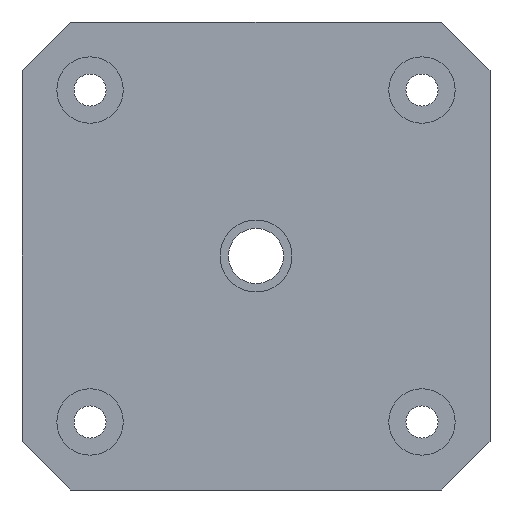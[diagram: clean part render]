
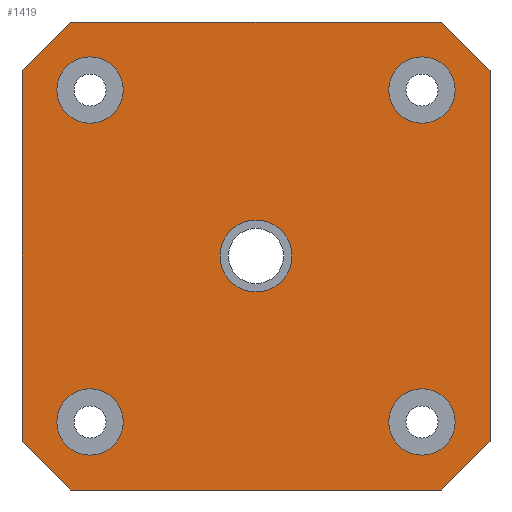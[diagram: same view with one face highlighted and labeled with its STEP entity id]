
A CAD part, front view. The second image highlights one B-rep face of the part: STEP entity #1419.
In plain terms, the highlighted planar face has unit normal (0, -1, 0).
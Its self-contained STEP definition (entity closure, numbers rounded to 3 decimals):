
#188=DIRECTION('',(-1.,0.,0.));
#189=VECTOR('',#188,33.502);
#190=CARTESIAN_POINT('',(16.751,0.,-21.15));
#191=LINE('',#190,#189);
#304=DIRECTION('',(1.,0.,0.));
#305=VECTOR('',#304,33.502);
#306=CARTESIAN_POINT('',(-16.751,0.,21.15));
#307=LINE('',#306,#305);
#418=DIRECTION('',(0.,0.,-1.));
#419=VECTOR('',#418,33.502);
#420=CARTESIAN_POINT('',(21.15,0.,16.751));
#421=LINE('',#420,#419);
#439=DIRECTION('',(-0.707,0.,-0.707));
#440=VECTOR('',#439,6.221);
#441=CARTESIAN_POINT('',(-16.751,0.,21.15));
#442=LINE('',#441,#440);
#446=DIRECTION('',(-0.707,0.,0.707));
#447=VECTOR('',#446,6.221);
#448=CARTESIAN_POINT('',(21.15,0.,16.751));
#449=LINE('',#448,#447);
#453=DIRECTION('',(0.707,0.,0.707));
#454=VECTOR('',#453,6.221);
#455=CARTESIAN_POINT('',(16.751,0.,-21.15));
#456=LINE('',#455,#454);
#460=DIRECTION('',(0.707,0.,-0.707));
#461=VECTOR('',#460,6.221);
#462=CARTESIAN_POINT('',(-21.15,0.,-16.751));
#463=LINE('',#462,#461);
#467=CARTESIAN_POINT('',(-15.,0.,15.));
#468=DIRECTION('',(0.,1.,0.));
#469=DIRECTION('',(0.,0.,-1.));
#470=AXIS2_PLACEMENT_3D('',#467,#468,#469);
#475=CARTESIAN_POINT('',(-15.,0.,15.));
#476=DIRECTION('',(0.,1.,0.));
#477=DIRECTION('',(0.,0.,1.));
#478=AXIS2_PLACEMENT_3D('',#475,#476,#477);
#483=CARTESIAN_POINT('',(15.,0.,15.));
#484=DIRECTION('',(0.,1.,0.));
#485=DIRECTION('',(0.,0.,-1.));
#486=AXIS2_PLACEMENT_3D('',#483,#484,#485);
#491=CARTESIAN_POINT('',(15.,0.,15.));
#492=DIRECTION('',(0.,1.,0.));
#493=DIRECTION('',(0.,0.,1.));
#494=AXIS2_PLACEMENT_3D('',#491,#492,#493);
#499=CARTESIAN_POINT('',(15.,0.,-15.));
#500=DIRECTION('',(0.,1.,0.));
#501=DIRECTION('',(0.,0.,-1.));
#502=AXIS2_PLACEMENT_3D('',#499,#500,#501);
#507=CARTESIAN_POINT('',(15.,0.,-15.));
#508=DIRECTION('',(0.,1.,0.));
#509=DIRECTION('',(0.,0.,1.));
#510=AXIS2_PLACEMENT_3D('',#507,#508,#509);
#515=CARTESIAN_POINT('',(-15.,0.,-15.));
#516=DIRECTION('',(0.,1.,0.));
#517=DIRECTION('',(0.,0.,-1.));
#518=AXIS2_PLACEMENT_3D('',#515,#516,#517);
#523=CARTESIAN_POINT('',(-15.,0.,-15.));
#524=DIRECTION('',(0.,1.,0.));
#525=DIRECTION('',(0.,0.,1.));
#526=AXIS2_PLACEMENT_3D('',#523,#524,#525);
#531=CARTESIAN_POINT('',(0.,0.,0.));
#532=DIRECTION('',(0.,1.,0.));
#533=DIRECTION('',(0.,0.,-1.));
#534=AXIS2_PLACEMENT_3D('',#531,#532,#533);
#539=CARTESIAN_POINT('',(0.,0.,0.));
#540=DIRECTION('',(0.,1.,0.));
#541=DIRECTION('',(0.,0.,1.));
#542=AXIS2_PLACEMENT_3D('',#539,#540,#541);
#575=DIRECTION('',(0.,0.,1.));
#576=VECTOR('',#575,33.502);
#577=CARTESIAN_POINT('',(-21.15,0.,-16.751));
#578=LINE('',#577,#576);
#1014=CARTESIAN_POINT('',(16.751,0.,-21.15));
#1015=VERTEX_POINT('',#1014);
#1028=CARTESIAN_POINT('',(21.15,0.,-16.751));
#1029=VERTEX_POINT('',#1028);
#1030=CARTESIAN_POINT('',(-16.751,0.,-21.15));
#1031=VERTEX_POINT('',#1030);
#1040=CARTESIAN_POINT('',(21.15,0.,16.751));
#1041=VERTEX_POINT('',#1040);
#1052=CARTESIAN_POINT('',(16.751,0.,21.15));
#1053=VERTEX_POINT('',#1052);
#1054=CARTESIAN_POINT('',(-21.15,0.,-16.751));
#1055=VERTEX_POINT('',#1054);
#1058=CARTESIAN_POINT('',(-16.751,0.,21.15));
#1059=CARTESIAN_POINT('',(-21.15,0.,16.751));
#1060=VERTEX_POINT('',#1058);
#1061=VERTEX_POINT('',#1059);
#1093=CARTESIAN_POINT('',(15.,0.,-12.));
#1095=VERTEX_POINT('',#1093);
#1097=CARTESIAN_POINT('',(15.,0.,-18.));
#1099=VERTEX_POINT('',#1097);
#1101=CARTESIAN_POINT('',(0.,0.,3.25));
#1103=VERTEX_POINT('',#1101);
#1105=CARTESIAN_POINT('',(0.,0.,-3.25));
#1107=VERTEX_POINT('',#1105);
#1109=CARTESIAN_POINT('',(15.,0.,18.));
#1111=VERTEX_POINT('',#1109);
#1113=CARTESIAN_POINT('',(15.,0.,12.));
#1115=VERTEX_POINT('',#1113);
#1141=CARTESIAN_POINT('',(-15.,0.,-12.));
#1143=VERTEX_POINT('',#1141);
#1145=CARTESIAN_POINT('',(-15.,0.,-18.));
#1147=VERTEX_POINT('',#1145);
#1149=CARTESIAN_POINT('',(-15.,0.,18.));
#1151=VERTEX_POINT('',#1149);
#1153=CARTESIAN_POINT('',(-15.,0.,12.));
#1155=VERTEX_POINT('',#1153);
#1370=CARTESIAN_POINT('',(0.,0.,0.));
#1371=DIRECTION('',(0.,-1.,0.));
#1372=DIRECTION('',(0.,0.,-1.));
#1373=AXIS2_PLACEMENT_3D('',#1370,#1371,#1372);
#1374=PLANE('',#1373);
#1376=ORIENTED_EDGE('',*,*,#1375,.T.);
#1378=ORIENTED_EDGE('',*,*,#1377,.F.);
#1379=ORIENTED_EDGE('',*,*,#1287,.T.);
#1381=ORIENTED_EDGE('',*,*,#1380,.F.);
#1382=ORIENTED_EDGE('',*,*,#1345,.T.);
#1383=ORIENTED_EDGE('',*,*,#1362,.F.);
#1384=ORIENTED_EDGE('',*,*,#1193,.T.);
#1386=ORIENTED_EDGE('',*,*,#1385,.F.);
#1387=EDGE_LOOP('',(#1376,#1378,#1379,#1381,#1382,#1383,#1384,#1386));
#1388=FACE_OUTER_BOUND('',#1387,.F.);
#1390=ORIENTED_EDGE('',*,*,#1389,.F.);
#1392=ORIENTED_EDGE('',*,*,#1391,.F.);
#1393=EDGE_LOOP('',(#1390,#1392));
#1394=FACE_BOUND('',#1393,.F.);
#1396=ORIENTED_EDGE('',*,*,#1395,.F.);
#1398=ORIENTED_EDGE('',*,*,#1397,.F.);
#1399=EDGE_LOOP('',(#1396,#1398));
#1400=FACE_BOUND('',#1399,.F.);
#1402=ORIENTED_EDGE('',*,*,#1401,.F.);
#1404=ORIENTED_EDGE('',*,*,#1403,.F.);
#1405=EDGE_LOOP('',(#1402,#1404));
#1406=FACE_BOUND('',#1405,.F.);
#1408=ORIENTED_EDGE('',*,*,#1407,.F.);
#1410=ORIENTED_EDGE('',*,*,#1409,.F.);
#1411=EDGE_LOOP('',(#1408,#1410));
#1412=FACE_BOUND('',#1411,.F.);
#1414=ORIENTED_EDGE('',*,*,#1413,.F.);
#1416=ORIENTED_EDGE('',*,*,#1415,.F.);
#1417=EDGE_LOOP('',(#1414,#1416));
#1418=FACE_BOUND('',#1417,.F.);
#471=CIRCLE('',#470,3.);
#479=CIRCLE('',#478,3.);
#487=CIRCLE('',#486,3.);
#495=CIRCLE('',#494,3.);
#503=CIRCLE('',#502,3.);
#511=CIRCLE('',#510,3.);
#519=CIRCLE('',#518,3.);
#527=CIRCLE('',#526,3.);
#535=CIRCLE('',#534,3.25);
#543=CIRCLE('',#542,3.25);
#1193=EDGE_CURVE('',#1015,#1031,#191,.T.);
#1287=EDGE_CURVE('',#1060,#1053,#307,.T.);
#1345=EDGE_CURVE('',#1041,#1029,#421,.T.);
#1362=EDGE_CURVE('',#1015,#1029,#456,.T.);
#1375=EDGE_CURVE('',#1055,#1061,#578,.T.);
#1377=EDGE_CURVE('',#1060,#1061,#442,.T.);
#1380=EDGE_CURVE('',#1041,#1053,#449,.T.);
#1385=EDGE_CURVE('',#1055,#1031,#463,.T.);
#1389=EDGE_CURVE('',#1155,#1151,#471,.T.);
#1391=EDGE_CURVE('',#1151,#1155,#479,.T.);
#1395=EDGE_CURVE('',#1115,#1111,#487,.T.);
#1397=EDGE_CURVE('',#1111,#1115,#495,.T.);
#1401=EDGE_CURVE('',#1099,#1095,#503,.T.);
#1403=EDGE_CURVE('',#1095,#1099,#511,.T.);
#1407=EDGE_CURVE('',#1147,#1143,#519,.T.);
#1409=EDGE_CURVE('',#1143,#1147,#527,.T.);
#1413=EDGE_CURVE('',#1107,#1103,#535,.T.);
#1415=EDGE_CURVE('',#1103,#1107,#543,.T.);
#1419=ADVANCED_FACE('',(#1388,#1394,#1400,#1406,#1412,#1418),#1374,.T.);
